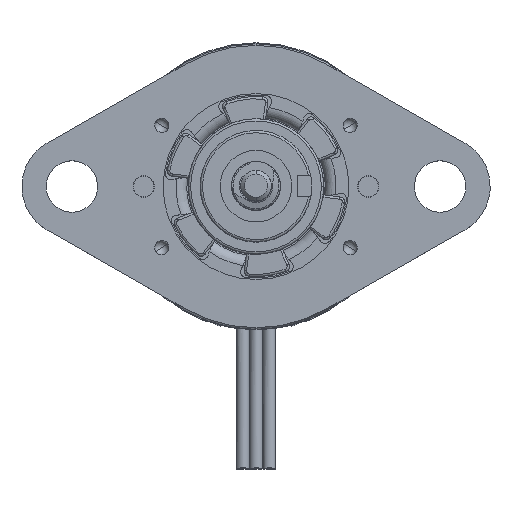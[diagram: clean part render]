
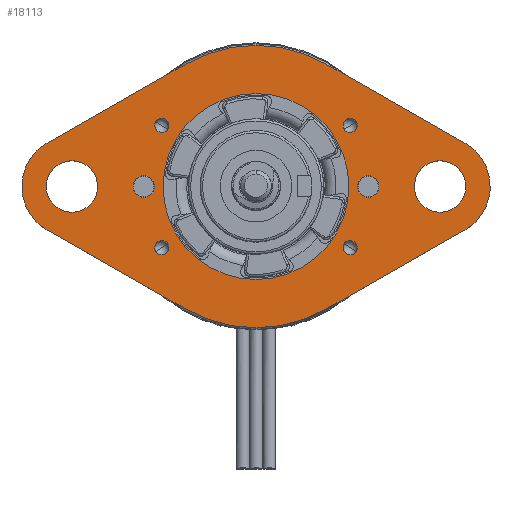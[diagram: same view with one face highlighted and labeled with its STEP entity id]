
A CAD part, top view. The second image highlights one B-rep face of the part: STEP entity #18113.
In plain terms, the highlighted planar face has unit normal (0, 0, 1).
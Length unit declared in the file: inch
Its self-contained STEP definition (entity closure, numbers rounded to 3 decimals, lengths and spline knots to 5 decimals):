
#4112=DIRECTION('',(0.869,-0.495,0.));
#4113=VECTOR('',#4112,0.44744);
#4114=CARTESIAN_POINT('',(-0.58432,-0.12163,0.3135));
#4115=LINE('',#4114,#4113);
#4116=CARTESIAN_POINT('',(-0.515,0.,0.3135));
#4117=DIRECTION('',(0.,0.,1.));
#4118=DIRECTION('',(-0.495,0.869,0.));
#4119=AXIS2_PLACEMENT_3D('',#4116,#4117,#4118);
#4121=DIRECTION('',(-0.869,-0.495,0.));
#4122=VECTOR('',#4121,0.44744);
#4123=CARTESIAN_POINT('',(-0.19558,0.34318,0.3135));
#4124=LINE('',#4123,#4122);
#4125=CARTESIAN_POINT('',(0.,0.,0.3135));
#4126=DIRECTION('',(0.,0.,1.));
#4127=DIRECTION('',(0.495,0.869,0.));
#4128=AXIS2_PLACEMENT_3D('',#4125,#4126,#4127);
#4130=DIRECTION('',(-0.869,0.495,0.));
#4131=VECTOR('',#4130,0.44744);
#4132=CARTESIAN_POINT('',(0.58432,0.12163,0.3135));
#4133=LINE('',#4132,#4131);
#4134=CARTESIAN_POINT('',(0.515,0.,0.3135));
#4135=DIRECTION('',(0.,0.,1.));
#4136=DIRECTION('',(0.495,-0.869,0.));
#4137=AXIS2_PLACEMENT_3D('',#4134,#4135,#4136);
#4139=DIRECTION('',(0.869,0.495,0.));
#4140=VECTOR('',#4139,0.44744);
#4141=CARTESIAN_POINT('',(0.19558,-0.34318,0.3135));
#4142=LINE('',#4141,#4140);
#4143=CARTESIAN_POINT('',(0.,0.,0.3135));
#4144=DIRECTION('',(0.,0.,1.));
#4145=DIRECTION('',(-0.495,-0.869,0.));
#4146=AXIS2_PLACEMENT_3D('',#4143,#4144,#4145);
#4148=CARTESIAN_POINT('',(0.26334,0.17102,0.3135));
#4149=DIRECTION('',(0.,0.,-1.));
#4150=DIRECTION('',(-0.839,-0.545,0.));
#4151=AXIS2_PLACEMENT_3D('',#4148,#4149,#4150);
#4153=CARTESIAN_POINT('',(0.26334,0.17102,0.3135));
#4154=DIRECTION('',(0.,0.,-1.));
#4155=DIRECTION('',(0.839,0.545,0.));
#4156=AXIS2_PLACEMENT_3D('',#4153,#4154,#4155);
#4158=CARTESIAN_POINT('',(0.26334,-0.17102,0.3135));
#4159=DIRECTION('',(0.,0.,-1.));
#4160=DIRECTION('',(-0.839,0.545,0.));
#4161=AXIS2_PLACEMENT_3D('',#4158,#4159,#4160);
#4163=CARTESIAN_POINT('',(0.26334,-0.17102,0.3135));
#4164=DIRECTION('',(0.,0.,-1.));
#4165=DIRECTION('',(0.839,-0.545,0.));
#4166=AXIS2_PLACEMENT_3D('',#4163,#4164,#4165);
#4168=CARTESIAN_POINT('',(0.,0.,0.3135));
#4169=DIRECTION('',(0.,0.,-1.));
#4170=DIRECTION('',(0.,1.,0.));
#4171=AXIS2_PLACEMENT_3D('',#4168,#4169,#4170);
#4173=CARTESIAN_POINT('',(0.,0.,0.3135));
#4174=DIRECTION('',(0.,0.,-1.));
#4175=DIRECTION('',(0.,-1.,0.));
#4176=AXIS2_PLACEMENT_3D('',#4173,#4174,#4175);
#4178=CARTESIAN_POINT('',(0.515,0.,0.3135));
#4179=DIRECTION('',(0.,0.,-1.));
#4180=DIRECTION('',(0.,1.,0.));
#4181=AXIS2_PLACEMENT_3D('',#4178,#4179,#4180);
#4183=CARTESIAN_POINT('',(0.515,0.,0.3135));
#4184=DIRECTION('',(0.,0.,-1.));
#4185=DIRECTION('',(0.,-1.,0.));
#4186=AXIS2_PLACEMENT_3D('',#4183,#4184,#4185);
#4188=CARTESIAN_POINT('',(-0.515,0.,0.3135));
#4189=DIRECTION('',(0.,0.,-1.));
#4190=DIRECTION('',(0.,1.,0.));
#4191=AXIS2_PLACEMENT_3D('',#4188,#4189,#4190);
#4193=CARTESIAN_POINT('',(-0.515,0.,0.3135));
#4194=DIRECTION('',(0.,0.,-1.));
#4195=DIRECTION('',(0.,-1.,0.));
#4196=AXIS2_PLACEMENT_3D('',#4193,#4194,#4195);
#4198=CARTESIAN_POINT('',(0.314,0.,0.3135));
#4199=DIRECTION('',(0.,0.,-1.));
#4200=DIRECTION('',(0.,1.,0.));
#4201=AXIS2_PLACEMENT_3D('',#4198,#4199,#4200);
#4203=CARTESIAN_POINT('',(0.314,0.,0.3135));
#4204=DIRECTION('',(0.,0.,-1.));
#4205=DIRECTION('',(0.,-1.,0.));
#4206=AXIS2_PLACEMENT_3D('',#4203,#4204,#4205);
#4208=CARTESIAN_POINT('',(-0.314,0.,0.3135));
#4209=DIRECTION('',(0.,0.,-1.));
#4210=DIRECTION('',(0.,1.,0.));
#4211=AXIS2_PLACEMENT_3D('',#4208,#4209,#4210);
#4213=CARTESIAN_POINT('',(-0.314,0.,0.3135));
#4214=DIRECTION('',(0.,0.,-1.));
#4215=DIRECTION('',(0.,-1.,0.));
#4216=AXIS2_PLACEMENT_3D('',#4213,#4214,#4215);
#4218=CARTESIAN_POINT('',(-0.26334,0.17102,0.3135));
#4219=DIRECTION('',(0.,0.,-1.));
#4220=DIRECTION('',(0.839,-0.545,0.));
#4221=AXIS2_PLACEMENT_3D('',#4218,#4219,#4220);
#4223=CARTESIAN_POINT('',(-0.26334,0.17102,0.3135));
#4224=DIRECTION('',(0.,0.,-1.));
#4225=DIRECTION('',(-0.839,0.545,0.));
#4226=AXIS2_PLACEMENT_3D('',#4223,#4224,#4225);
#4228=CARTESIAN_POINT('',(-0.26334,-0.17102,0.3135));
#4229=DIRECTION('',(0.,0.,-1.));
#4230=DIRECTION('',(0.839,0.545,0.));
#4231=AXIS2_PLACEMENT_3D('',#4228,#4229,#4230);
#4233=CARTESIAN_POINT('',(-0.26334,-0.17102,0.3135));
#4234=DIRECTION('',(0.,0.,-1.));
#4235=DIRECTION('',(-0.839,-0.545,0.));
#4236=AXIS2_PLACEMENT_3D('',#4233,#4234,#4235);
#11636=CARTESIAN_POINT('',(-0.19558,-0.34318,0.3135));
#11637=VERTEX_POINT('',#11636);
#11638=CARTESIAN_POINT('',(-0.58432,-0.12163,0.3135));
#11639=VERTEX_POINT('',#11638);
#11642=CARTESIAN_POINT('',(0.19558,-0.34318,0.3135));
#11643=VERTEX_POINT('',#11642);
#11646=CARTESIAN_POINT('',(0.58432,-0.12163,0.3135));
#11647=VERTEX_POINT('',#11646);
#11650=CARTESIAN_POINT('',(0.58432,0.12163,0.3135));
#11651=VERTEX_POINT('',#11650);
#11654=CARTESIAN_POINT('',(0.19558,0.34318,0.3135));
#11655=VERTEX_POINT('',#11654);
#11658=CARTESIAN_POINT('',(-0.19558,0.34318,0.3135));
#11659=VERTEX_POINT('',#11658);
#11662=CARTESIAN_POINT('',(-0.58432,0.12163,0.3135));
#11663=VERTEX_POINT('',#11662);
#11664=CARTESIAN_POINT('',(0.24657,0.16012,0.3135));
#11665=CARTESIAN_POINT('',(0.28012,0.18191,0.3135));
#11666=VERTEX_POINT('',#11664);
#11667=VERTEX_POINT('',#11665);
#11668=CARTESIAN_POINT('',(0.24657,-0.16012,0.3135));
#11669=CARTESIAN_POINT('',(0.28012,-0.18191,0.3135));
#11670=VERTEX_POINT('',#11668);
#11671=VERTEX_POINT('',#11669);
#11672=CARTESIAN_POINT('',(0.,0.26,0.3135));
#11673=CARTESIAN_POINT('',(0.,-0.26,0.3135));
#11674=VERTEX_POINT('',#11672);
#11675=VERTEX_POINT('',#11673);
#11676=CARTESIAN_POINT('',(0.515,0.072,0.3135));
#11677=CARTESIAN_POINT('',(0.515,-0.072,0.3135));
#11678=VERTEX_POINT('',#11676);
#11679=VERTEX_POINT('',#11677);
#11680=CARTESIAN_POINT('',(-0.515,0.072,0.3135));
#11681=CARTESIAN_POINT('',(-0.515,-0.072,0.3135));
#11682=VERTEX_POINT('',#11680);
#11683=VERTEX_POINT('',#11681);
#11684=CARTESIAN_POINT('',(0.314,0.03,0.3135));
#11685=CARTESIAN_POINT('',(0.314,-0.03,0.3135));
#11686=VERTEX_POINT('',#11684);
#11687=VERTEX_POINT('',#11685);
#11688=CARTESIAN_POINT('',(-0.314,0.03,0.3135));
#11689=CARTESIAN_POINT('',(-0.314,-0.03,0.3135));
#11690=VERTEX_POINT('',#11688);
#11691=VERTEX_POINT('',#11689);
#11692=CARTESIAN_POINT('',(-0.24657,0.16012,0.3135));
#11693=CARTESIAN_POINT('',(-0.28012,0.18191,0.3135));
#11694=VERTEX_POINT('',#11692);
#11695=VERTEX_POINT('',#11693);
#11696=CARTESIAN_POINT('',(-0.24657,-0.16012,0.3135));
#11697=CARTESIAN_POINT('',(-0.28012,-0.18191,0.3135));
#11698=VERTEX_POINT('',#11696);
#11699=VERTEX_POINT('',#11697);
#18038=CARTESIAN_POINT('',(0.,0.,0.3135));
#18039=DIRECTION('',(0.,0.,1.));
#18040=DIRECTION('',(0.,1.,0.));
#18041=AXIS2_PLACEMENT_3D('',#18038,#18039,#18040);
#18042=PLANE('',#18041);
#18044=ORIENTED_EDGE('',*,*,#18043,.F.);
#18046=ORIENTED_EDGE('',*,*,#18045,.F.);
#18048=ORIENTED_EDGE('',*,*,#18047,.F.);
#18050=ORIENTED_EDGE('',*,*,#18049,.F.);
#18052=ORIENTED_EDGE('',*,*,#18051,.F.);
#18054=ORIENTED_EDGE('',*,*,#18053,.F.);
#18056=ORIENTED_EDGE('',*,*,#18055,.F.);
#18058=ORIENTED_EDGE('',*,*,#18057,.F.);
#18059=EDGE_LOOP('',(#18044,#18046,#18048,#18050,#18052,#18054,#18056,#18058));
#18060=FACE_OUTER_BOUND('',#18059,.F.);
#18062=ORIENTED_EDGE('',*,*,#18061,.F.);
#18064=ORIENTED_EDGE('',*,*,#18063,.F.);
#18065=EDGE_LOOP('',(#18062,#18064));
#18066=FACE_BOUND('',#18065,.F.);
#18068=ORIENTED_EDGE('',*,*,#18067,.F.);
#18070=ORIENTED_EDGE('',*,*,#18069,.F.);
#18071=EDGE_LOOP('',(#18068,#18070));
#18072=FACE_BOUND('',#18071,.F.);
#18073=ORIENTED_EDGE('',*,*,#18018,.F.);
#18074=ORIENTED_EDGE('',*,*,#18032,.F.);
#18075=EDGE_LOOP('',(#18073,#18074));
#18076=FACE_BOUND('',#18075,.F.);
#18078=ORIENTED_EDGE('',*,*,#18077,.F.);
#18080=ORIENTED_EDGE('',*,*,#18079,.F.);
#18081=EDGE_LOOP('',(#18078,#18080));
#18082=FACE_BOUND('',#18081,.F.);
#18084=ORIENTED_EDGE('',*,*,#18083,.F.);
#18086=ORIENTED_EDGE('',*,*,#18085,.F.);
#18087=EDGE_LOOP('',(#18084,#18086));
#18088=FACE_BOUND('',#18087,.F.);
#18090=ORIENTED_EDGE('',*,*,#18089,.F.);
#18092=ORIENTED_EDGE('',*,*,#18091,.F.);
#18093=EDGE_LOOP('',(#18090,#18092));
#18094=FACE_BOUND('',#18093,.F.);
#18096=ORIENTED_EDGE('',*,*,#18095,.F.);
#18098=ORIENTED_EDGE('',*,*,#18097,.F.);
#18099=EDGE_LOOP('',(#18096,#18098));
#18100=FACE_BOUND('',#18099,.F.);
#18102=ORIENTED_EDGE('',*,*,#18101,.F.);
#18104=ORIENTED_EDGE('',*,*,#18103,.F.);
#18105=EDGE_LOOP('',(#18102,#18104));
#18106=FACE_BOUND('',#18105,.F.);
#18108=ORIENTED_EDGE('',*,*,#18107,.F.);
#18110=ORIENTED_EDGE('',*,*,#18109,.F.);
#18111=EDGE_LOOP('',(#18108,#18110));
#18112=FACE_BOUND('',#18111,.F.);
#18113=ADVANCED_FACE('',(#18060,#18066,#18072,#18076,#18082,#18088,#18094,
#18100,#18106,#18112),#18042,.T.);
#4120=CIRCLE('',#4119,0.14);
#4129=CIRCLE('',#4128,0.395);
#4138=CIRCLE('',#4137,0.14);
#4147=CIRCLE('',#4146,0.395);
#4152=CIRCLE('',#4151,0.02);
#4157=CIRCLE('',#4156,0.02);
#4162=CIRCLE('',#4161,0.02);
#4167=CIRCLE('',#4166,0.02);
#4172=CIRCLE('',#4171,0.26);
#4177=CIRCLE('',#4176,0.26);
#4182=CIRCLE('',#4181,0.072);
#4187=CIRCLE('',#4186,0.072);
#4192=CIRCLE('',#4191,0.072);
#4197=CIRCLE('',#4196,0.072);
#4202=CIRCLE('',#4201,0.03);
#4207=CIRCLE('',#4206,0.03);
#4212=CIRCLE('',#4211,0.03);
#4217=CIRCLE('',#4216,0.03);
#4222=CIRCLE('',#4221,0.02);
#4227=CIRCLE('',#4226,0.02);
#4232=CIRCLE('',#4231,0.02);
#4237=CIRCLE('',#4236,0.02);
#18018=EDGE_CURVE('',#11674,#11675,#4172,.T.);
#18032=EDGE_CURVE('',#11675,#11674,#4177,.T.);
#18043=EDGE_CURVE('',#11639,#11637,#4115,.T.);
#18045=EDGE_CURVE('',#11663,#11639,#4120,.T.);
#18047=EDGE_CURVE('',#11659,#11663,#4124,.T.);
#18049=EDGE_CURVE('',#11655,#11659,#4129,.T.);
#18051=EDGE_CURVE('',#11651,#11655,#4133,.T.);
#18053=EDGE_CURVE('',#11647,#11651,#4138,.T.);
#18055=EDGE_CURVE('',#11643,#11647,#4142,.T.);
#18057=EDGE_CURVE('',#11637,#11643,#4147,.T.);
#18061=EDGE_CURVE('',#11666,#11667,#4152,.T.);
#18063=EDGE_CURVE('',#11667,#11666,#4157,.T.);
#18067=EDGE_CURVE('',#11670,#11671,#4162,.T.);
#18069=EDGE_CURVE('',#11671,#11670,#4167,.T.);
#18077=EDGE_CURVE('',#11678,#11679,#4182,.T.);
#18079=EDGE_CURVE('',#11679,#11678,#4187,.T.);
#18083=EDGE_CURVE('',#11682,#11683,#4192,.T.);
#18085=EDGE_CURVE('',#11683,#11682,#4197,.T.);
#18089=EDGE_CURVE('',#11686,#11687,#4202,.T.);
#18091=EDGE_CURVE('',#11687,#11686,#4207,.T.);
#18095=EDGE_CURVE('',#11690,#11691,#4212,.T.);
#18097=EDGE_CURVE('',#11691,#11690,#4217,.T.);
#18101=EDGE_CURVE('',#11694,#11695,#4222,.T.);
#18103=EDGE_CURVE('',#11695,#11694,#4227,.T.);
#18107=EDGE_CURVE('',#11698,#11699,#4232,.T.);
#18109=EDGE_CURVE('',#11699,#11698,#4237,.T.);
